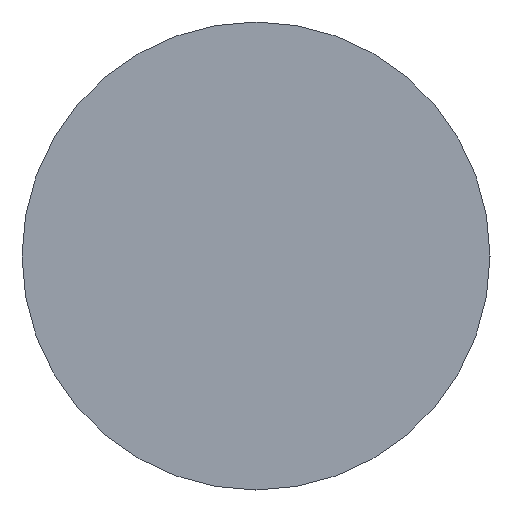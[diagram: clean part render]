
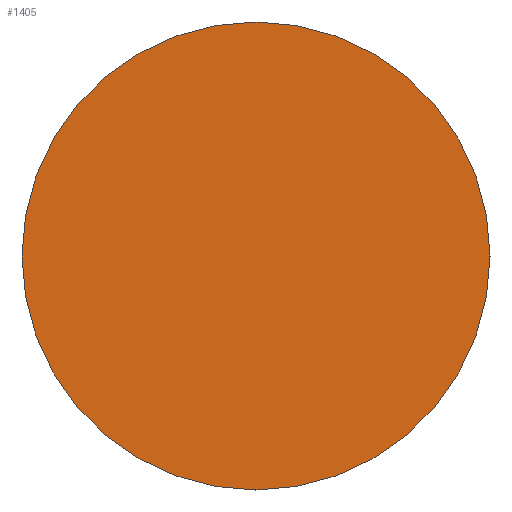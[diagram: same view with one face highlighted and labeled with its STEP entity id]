
A CAD part, left-side view. The second image highlights one B-rep face of the part: STEP entity #1405.
In plain terms, the highlighted planar face has unit normal (-1, 0, 0).
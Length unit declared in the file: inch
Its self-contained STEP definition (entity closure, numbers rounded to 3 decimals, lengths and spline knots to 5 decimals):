
#344 = CIRCLE ( 'NONE', #1041, 1.5 ) ;
#683 = DIRECTION ( 'NONE',  ( 0., 0., -1. ) ) ;
#915 = EDGE_CURVE ( 'NONE', #1524, #2675, #2299, .T. ) ;
#1018 = DIRECTION ( 'NONE',  ( -1., 0., 0. ) ) ;
#1041 = AXIS2_PLACEMENT_3D ( 'NONE', #1581, #1018, #3348 ) ;
#1114 = ORIENTED_EDGE ( 'NONE', *, *, #1732, .T. ) ;
#1405 = ADVANCED_FACE ( 'NONE', ( #1499 ), #1454, .F. ) ;
#1454 = PLANE ( 'NONE',  #2885 ) ;
#1499 = FACE_OUTER_BOUND ( 'NONE', #2172, .T. ) ;
#1524 = VERTEX_POINT ( 'NONE', #1569 ) ;
#1569 = CARTESIAN_POINT ( 'NONE',  ( 0., 0., -1.5 ) ) ;
#1581 = CARTESIAN_POINT ( 'NONE',  ( 0., 0., 0. ) ) ;
#1732 = EDGE_CURVE ( 'NONE', #2675, #1524, #344, .T. ) ;
#1775 = DIRECTION ( 'NONE',  ( 1., 0., 0. ) ) ;
#1892 = CARTESIAN_POINT ( 'NONE',  ( 0., 0., 1.5 ) ) ;
#1961 = DIRECTION ( 'NONE',  ( 0., 0., 1. ) ) ;
#2172 = EDGE_LOOP ( 'NONE', ( #1114, #2848 ) ) ;
#2222 = DIRECTION ( 'NONE',  ( -1., 0., 0. ) ) ;
#2252 = AXIS2_PLACEMENT_3D ( 'NONE', #2554, #2222, #1961 ) ;
#2299 = CIRCLE ( 'NONE', #2252, 1.5 ) ;
#2554 = CARTESIAN_POINT ( 'NONE',  ( 0., 0., 0. ) ) ;
#2675 = VERTEX_POINT ( 'NONE', #1892 ) ;
#2848 = ORIENTED_EDGE ( 'NONE', *, *, #915, .T. ) ;
#2885 = AXIS2_PLACEMENT_3D ( 'NONE', #2993, #1775, #683 ) ;
#2993 = CARTESIAN_POINT ( 'NONE',  ( 0., 1.5, 0. ) ) ;
#3348 = DIRECTION ( 'NONE',  ( 0., 0., 1. ) ) ;
